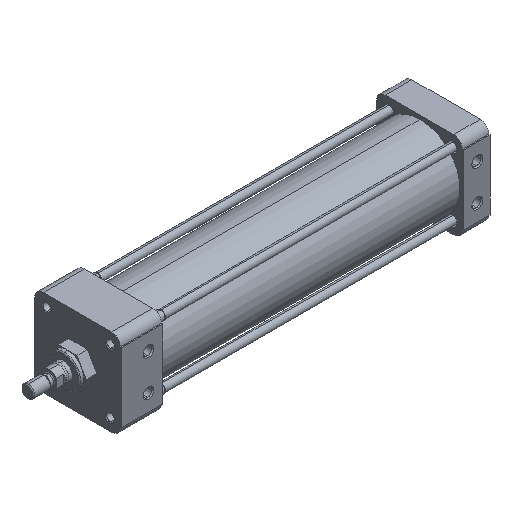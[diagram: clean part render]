
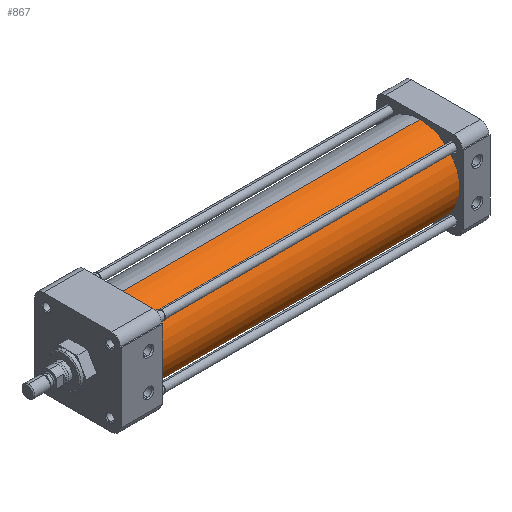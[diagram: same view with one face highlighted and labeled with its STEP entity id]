
A CAD part, isometric view. The second image highlights one B-rep face of the part: STEP entity #867.
In plain terms, the highlighted cylindrical face has radius 34.925 mm (diameter 69.85 mm), a partial arc.
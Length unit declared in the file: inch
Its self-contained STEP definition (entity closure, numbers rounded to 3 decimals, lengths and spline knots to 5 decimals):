
#150 = CARTESIAN_POINT ( 'NONE',  ( 11.826, 0., -1.375 ) ) ;
#716 = AXIS2_PLACEMENT_3D ( 'NONE', #2966, #4106, #9768 ) ;
#867 = ADVANCED_FACE ( 'NONE', ( #4414 ), #11598, .T. ) ;
#923 = EDGE_CURVE ( 'NONE', #4841, #13741, #12790, .T. ) ;
#1066 = CARTESIAN_POINT ( 'NONE',  ( 1.42, 0., -1.375 ) ) ;
#1150 = ORIENTED_EDGE ( 'NONE', *, *, #7157, .F. ) ;
#2811 = CIRCLE ( 'NONE', #11603, 1.375 ) ;
#2966 = CARTESIAN_POINT ( 'NONE',  ( 11.826, 0., 0. ) ) ;
#2970 = LINE ( 'NONE', #150, #5989 ) ;
#3124 = DIRECTION ( 'NONE',  ( -1., 0., 0. ) ) ;
#3753 = AXIS2_PLACEMENT_3D ( 'NONE', #9869, #3124, #10999 ) ;
#4106 = DIRECTION ( 'NONE',  ( 1., 0., 0. ) ) ;
#4414 = FACE_OUTER_BOUND ( 'NONE', #12748, .T. ) ;
#4489 = CARTESIAN_POINT ( 'NONE',  ( 11.826, 0., -1.375 ) ) ;
#4841 = VERTEX_POINT ( 'NONE', #4489 ) ;
#5113 = CARTESIAN_POINT ( 'NONE',  ( 1.42, 0., 0. ) ) ;
#5264 = EDGE_CURVE ( 'NONE', #7317, #12191, #2811, .T. ) ;
#5615 = VECTOR ( 'NONE', #8541, 39.37008 ) ;
#5980 = LINE ( 'NONE', #9653, #5615 ) ;
#5989 = VECTOR ( 'NONE', #6926, 39.37008 ) ;
#6292 = DIRECTION ( 'NONE',  ( 0., 0., -1. ) ) ;
#6926 = DIRECTION ( 'NONE',  ( 1., 0., 0. ) ) ;
#6940 = ORIENTED_EDGE ( 'NONE', *, *, #923, .T. ) ;
#7157 = EDGE_CURVE ( 'NONE', #7317, #13741, #5980, .T. ) ;
#7317 = VERTEX_POINT ( 'NONE', #10963 ) ;
#8541 = DIRECTION ( 'NONE',  ( 1., 0., 0. ) ) ;
#9653 = CARTESIAN_POINT ( 'NONE',  ( 11.826, 0., 1.375 ) ) ;
#9768 = DIRECTION ( 'NONE',  ( 0., 0., -1. ) ) ;
#9869 = CARTESIAN_POINT ( 'NONE',  ( 11.826, 0., 0. ) ) ;
#10963 = CARTESIAN_POINT ( 'NONE',  ( 1.42, 0., 1.375 ) ) ;
#10999 = DIRECTION ( 'NONE',  ( 0., 0., -1. ) ) ;
#11598 = CYLINDRICAL_SURFACE ( 'NONE', #716, 1.375 ) ;
#11603 = AXIS2_PLACEMENT_3D ( 'NONE', #5113, #12941, #6292 ) ;
#11664 = ORIENTED_EDGE ( 'NONE', *, *, #14107, .T. ) ;
#12191 = VERTEX_POINT ( 'NONE', #1066 ) ;
#12748 = EDGE_LOOP ( 'NONE', ( #1150, #13447, #11664, #6940 ) ) ;
#12790 = CIRCLE ( 'NONE', #3753, 1.375 ) ;
#12941 = DIRECTION ( 'NONE',  ( 1., 0., 0. ) ) ;
#13447 = ORIENTED_EDGE ( 'NONE', *, *, #5264, .T. ) ;
#13661 = CARTESIAN_POINT ( 'NONE',  ( 11.826, 0., 1.375 ) ) ;
#13741 = VERTEX_POINT ( 'NONE', #13661 ) ;
#14107 = EDGE_CURVE ( 'NONE', #12191, #4841, #2970, .T. ) ;
